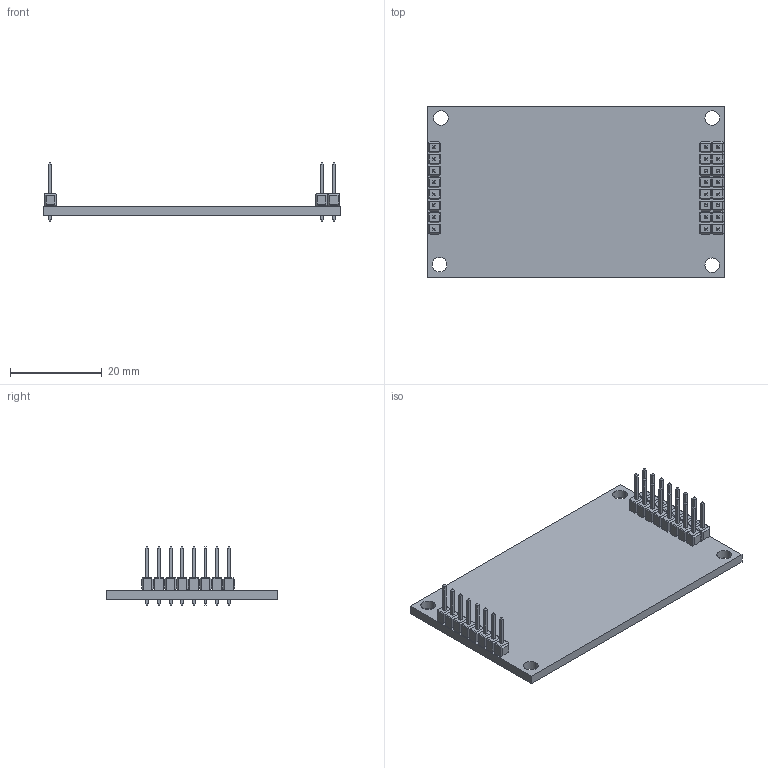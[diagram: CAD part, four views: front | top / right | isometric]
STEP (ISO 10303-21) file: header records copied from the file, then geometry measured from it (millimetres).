
FILE_DESCRIPTION (( 'STEP AP214' ), '1' );
FILE_NAME ('ADS1256 (Assembly with berg pins).STEP', '2021-08-21T05:32:13', ( '' ), ( '' ), 'SwSTEP 2.0', 'SolidWorks 2021', '' );
FILE_SCHEMA (( 'AUTOMOTIVE_DESIGN' ));
Length unit declared in the file: millimetre
Products named in the file (3): ADS1256 (Assembly with berg pins); ADS1256; Pin Header 1x8 TH Pitch 2.54mm.stp
Assembly tree (4 placements, depth 2):
  ADS1256 (Assembly with berg pins)
    ADS1256
    Pin Header 1x8 TH Pitch 2.54mm.stp  x3
Bounding box: 65 x 37.5 x 12.7 mm (x, y, z)
Volume: 4812.3 mm3; surface area: 6929.7 mm2
Topology: 1 solids, 28 shells, 959 faces, 2358 edges, 1480 vertices
Faces by surface type: plane 853, cylinder 106
Entity records: 11974 total; most frequent: CARTESIAN_POINT 2065, ORIENTED_EDGE 1820, DIRECTION 1736, EDGE_CURVE 910, LINE 730, VECTOR 730, VERTEX_POINT 576, AXIS2_PLACEMENT_3D 503
